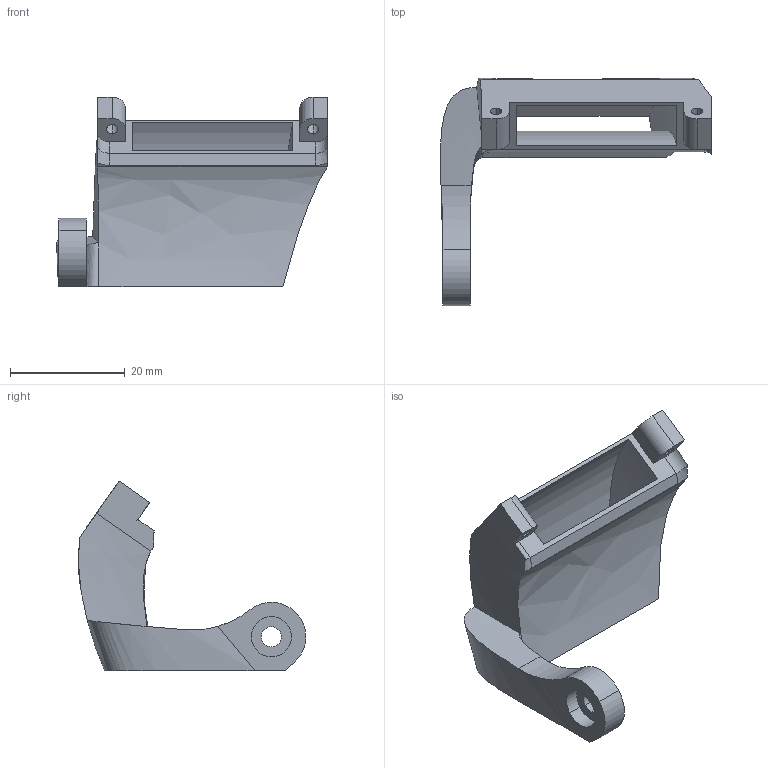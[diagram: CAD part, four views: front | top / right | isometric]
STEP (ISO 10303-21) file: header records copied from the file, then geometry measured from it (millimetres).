
FILE_DESCRIPTION (( 'STEP AP214' ), '1' );
FILE_NAME ('Blower fan duct (M).STEP', '2023-02-13T15:16:03', ( '' ), ( '' ), 'SwSTEP 2.0', 'SolidWorks 2021', '' );
FILE_SCHEMA (( 'AUTOMOTIVE_DESIGN' ));
Length unit declared in the file: millimetre
Products named in the file (1): Blower fan duct (M)
Bounding box: 47.17 x 39.66 x 33.04 mm (x, y, z)
Volume: 6928.8 mm3; surface area: 6019.1 mm2
Topology: 1 solids, 1 shells, 45 faces, 120 edges, 78 vertices
Faces by surface type: plane 17, cylinder 14, bspline 12, cone 2
Entity records: 1700 total; most frequent: CARTESIAN_POINT 593, ORIENTED_EDGE 240, DIRECTION 189, EDGE_CURVE 120, VERTEX_POINT 78, AXIS2_PLACEMENT_3D 64, LINE 61, VECTOR 61
